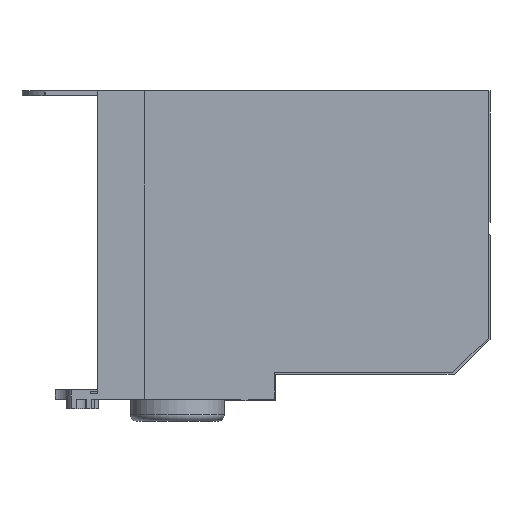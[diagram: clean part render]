
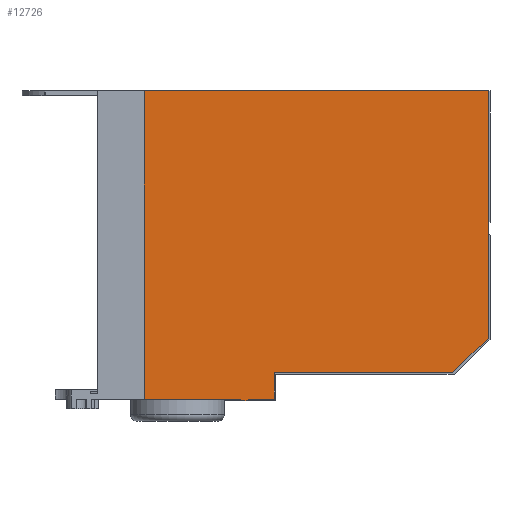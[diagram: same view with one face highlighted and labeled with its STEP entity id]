
A CAD part, left-side view. The second image highlights one B-rep face of the part: STEP entity #12726.
In plain terms, the highlighted planar face has unit normal (-1, 0, 0).
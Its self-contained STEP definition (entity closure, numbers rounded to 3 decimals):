
#145=DIRECTION('',(0.,1.,0.));
#146=VECTOR('',#145,8.25);
#147=CARTESIAN_POINT('',(0.,-53.9,-98.));
#148=LINE('',#147,#146);
#149=DIRECTION('',(0.,0.,-1.));
#150=VECTOR('',#149,0.5);
#151=CARTESIAN_POINT('',(0.,-45.65,-98.));
#152=LINE('',#151,#150);
#153=DIRECTION('',(0.,1.,0.));
#154=VECTOR('',#153,30.75);
#155=CARTESIAN_POINT('',(0.,-43.15,-98.));
#156=LINE('',#155,#154);
#157=DIRECTION('',(0.,0.,1.));
#158=VECTOR('',#157,98.5);
#159=CARTESIAN_POINT('',(0.,-12.4,-98.));
#160=LINE('',#159,#158);
#161=DIRECTION('',(0.,0.723,-0.691));
#162=VECTOR('',#161,15.914);
#163=CARTESIAN_POINT('',(0.,-122.4,-78.5));
#164=LINE('',#163,#162);
#165=DIRECTION('',(0.,1.,0.));
#166=VECTOR('',#165,57.);
#167=CARTESIAN_POINT('',(0.,-110.9,-89.5));
#168=LINE('',#167,#166);
#169=DIRECTION('',(0.,0.,-1.));
#170=VECTOR('',#169,8.5);
#171=CARTESIAN_POINT('',(0.,-53.9,-89.5));
#172=LINE('',#171,#170);
#3088=DIRECTION('',(0.,0.,1.));
#3089=VECTOR('',#3088,79.);
#3090=CARTESIAN_POINT('',(0.,-122.4,-78.5));
#3091=LINE('',#3090,#3089);
#4703=DIRECTION('',(0.,-1.,0.));
#4704=VECTOR('',#4703,110.);
#4705=CARTESIAN_POINT('',(0.,-12.4,0.5));
#4706=LINE('',#4705,#4704);
#5213=DIRECTION('',(0.,0.,-1.));
#5214=VECTOR('',#5213,0.5);
#5215=CARTESIAN_POINT('',(0.,-43.15,-98.));
#5216=LINE('',#5215,#5214);
#5226=DIRECTION('',(0.,1.,0.));
#5227=VECTOR('',#5226,2.5);
#5228=CARTESIAN_POINT('',(0.,-45.65,-98.5));
#5229=LINE('',#5228,#5227);
#9984=CARTESIAN_POINT('',(0.,-122.4,-78.5));
#9985=CARTESIAN_POINT('',(0.,-110.9,-89.5));
#9986=VERTEX_POINT('',#9984);
#9987=VERTEX_POINT('',#9985);
#9988=CARTESIAN_POINT('',(0.,-53.9,-89.5));
#9989=VERTEX_POINT('',#9988);
#9990=CARTESIAN_POINT('',(0.,-53.9,-98.));
#9991=VERTEX_POINT('',#9990);
#10000=CARTESIAN_POINT('',(0.,-12.4,-98.));
#10002=VERTEX_POINT('',#10000);
#10405=CARTESIAN_POINT('',(0.,-12.4,0.5));
#10407=VERTEX_POINT('',#10405);
#10408=CARTESIAN_POINT('',(0.,-122.4,0.5));
#10409=VERTEX_POINT('',#10408);
#11882=CARTESIAN_POINT('',(0.,-45.65,-98.5));
#11883=VERTEX_POINT('',#11882);
#11884=CARTESIAN_POINT('',(0.,-43.15,-98.5));
#11885=VERTEX_POINT('',#11884);
#11914=CARTESIAN_POINT('',(0.,-45.65,-98.));
#11915=VERTEX_POINT('',#11914);
#11916=CARTESIAN_POINT('',(0.,-43.15,-98.));
#11917=VERTEX_POINT('',#11916);
#12697=CARTESIAN_POINT('',(0.,0.,0.));
#12698=DIRECTION('',(1.,0.,0.));
#12699=DIRECTION('',(0.,-1.,0.));
#12700=AXIS2_PLACEMENT_3D('',#12697,#12698,#12699);
#12701=PLANE('',#12700);
#12703=ORIENTED_EDGE('',*,*,#12702,.T.);
#12705=ORIENTED_EDGE('',*,*,#12704,.T.);
#12707=ORIENTED_EDGE('',*,*,#12706,.T.);
#12709=ORIENTED_EDGE('',*,*,#12708,.F.);
#12711=ORIENTED_EDGE('',*,*,#12710,.T.);
#12713=ORIENTED_EDGE('',*,*,#12712,.T.);
#12715=ORIENTED_EDGE('',*,*,#12714,.T.);
#12717=ORIENTED_EDGE('',*,*,#12716,.F.);
#12719=ORIENTED_EDGE('',*,*,#12718,.T.);
#12721=ORIENTED_EDGE('',*,*,#12720,.T.);
#12723=ORIENTED_EDGE('',*,*,#12722,.T.);
#12724=EDGE_LOOP('',(#12703,#12705,#12707,#12709,#12711,#12713,#12715,#12717,
#12719,#12721,#12723));
#12725=FACE_OUTER_BOUND('',#12724,.F.);
#12726=ADVANCED_FACE('',(#12725),#12701,.F.);
#12702=EDGE_CURVE('',#9991,#11915,#148,.T.);
#12704=EDGE_CURVE('',#11915,#11883,#152,.T.);
#12706=EDGE_CURVE('',#11883,#11885,#5229,.T.);
#12708=EDGE_CURVE('',#11917,#11885,#5216,.T.);
#12710=EDGE_CURVE('',#11917,#10002,#156,.T.);
#12712=EDGE_CURVE('',#10002,#10407,#160,.T.);
#12714=EDGE_CURVE('',#10407,#10409,#4706,.T.);
#12716=EDGE_CURVE('',#9986,#10409,#3091,.T.);
#12718=EDGE_CURVE('',#9986,#9987,#164,.T.);
#12720=EDGE_CURVE('',#9987,#9989,#168,.T.);
#12722=EDGE_CURVE('',#9989,#9991,#172,.T.);
